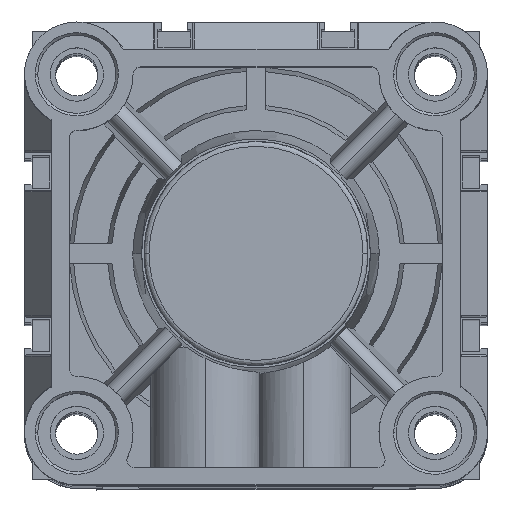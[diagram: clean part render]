
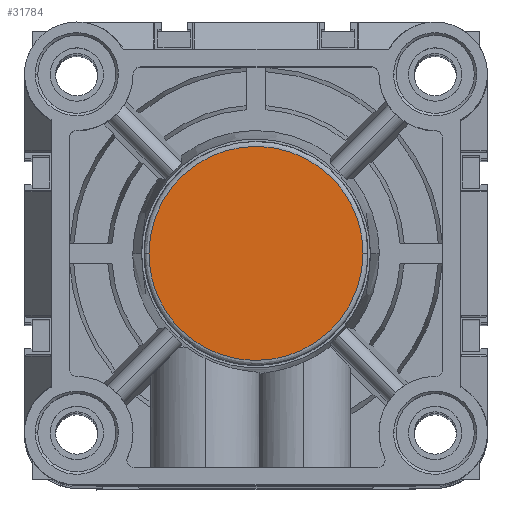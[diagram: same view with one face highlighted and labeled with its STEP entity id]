
A CAD part, top view. The second image highlights one B-rep face of the part: STEP entity #31784.
In plain terms, the highlighted planar face has unit normal (0, 0, 1).
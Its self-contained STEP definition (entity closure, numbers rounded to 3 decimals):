
#2996 = FACE_OUTER_BOUND ( 'NONE', #9698, .T. ) ;
#4318 = CARTESIAN_POINT ( 'NONE',  ( 62.5, -2., 40. ) ) ;
#7011 = CARTESIAN_POINT ( 'NONE',  ( 19.5, 41., 40. ) ) ;
#8022 = CARTESIAN_POINT ( 'NONE',  ( 62.5, 41., 40. ) ) ;
#9698 = EDGE_LOOP ( 'NONE', ( #16036, #37970 ) ) ;
#15148 = PLANE ( 'NONE',  #44197 ) ;
#15676 = EDGE_CURVE ( 'NONE', #42725, #45686, #29642, .T. ) ;
#16036 = ORIENTED_EDGE ( 'NONE', *, *, #18093, .F. ) ;
#18093 = EDGE_CURVE ( 'NONE', #45686, #42725, #39659, .T. ) ;
#18864 = DIRECTION ( 'NONE',  ( 0., 0., 1. ) ) ;
#21868 = CARTESIAN_POINT ( 'NONE',  ( 62.5, 41., 40. ) ) ;
#25949 = CARTESIAN_POINT ( 'NONE',  ( 19.242, 19.242, 40. ) ) ;
#29642 =( BOUNDED_CURVE ( )  B_SPLINE_CURVE ( 3, ( #8022, #4318, #41068, #33864 ),
 .UNSPECIFIED., .F., .F. ) 
 B_SPLINE_CURVE_WITH_KNOTS ( ( 4, 4 ),
 ( 0., 1. ),
 .UNSPECIFIED. ) 
 CURVE ( )  GEOMETRIC_REPRESENTATION_ITEM ( )  RATIONAL_B_SPLINE_CURVE ( ( 0.957, 0.319, 0.319, 0.957 ) ) 
 REPRESENTATION_ITEM ( '' )  );
#30916 = CARTESIAN_POINT ( 'NONE',  ( 62.5, 41., 40. ) ) ;
#31784 = ADVANCED_FACE ( 'NONE', ( #2996 ), #15148, .T. ) ;
#33864 = CARTESIAN_POINT ( 'NONE',  ( 19.5, 41., 40. ) ) ;
#37970 = ORIENTED_EDGE ( 'NONE', *, *, #15676, .F. ) ;
#39659 =( BOUNDED_CURVE ( )  B_SPLINE_CURVE ( 3, ( #7011, #40218, #43946, #21868 ),
 .UNSPECIFIED., .F., .T. ) 
 B_SPLINE_CURVE_WITH_KNOTS ( ( 4, 4 ),
 ( 0., 1. ),
 .UNSPECIFIED. ) 
 CURVE ( )  GEOMETRIC_REPRESENTATION_ITEM ( )  RATIONAL_B_SPLINE_CURVE ( ( 0.957, 0.319, 0.319, 0.957 ) ) 
 REPRESENTATION_ITEM ( '' )  );
#40218 = CARTESIAN_POINT ( 'NONE',  ( 19.5, 84., 40. ) ) ;
#41068 = CARTESIAN_POINT ( 'NONE',  ( 19.5, -2., 40. ) ) ;
#42568 = CARTESIAN_POINT ( 'NONE',  ( 19.5, 41., 40. ) ) ;
#42725 = VERTEX_POINT ( 'NONE', #30916 ) ;
#43946 = CARTESIAN_POINT ( 'NONE',  ( 62.5, 84., 40. ) ) ;
#44197 = AXIS2_PLACEMENT_3D ( 'NONE', #25949, #18864, #44625 ) ;
#44625 = DIRECTION ( 'NONE',  ( 1., 0., 0. ) ) ;
#45686 = VERTEX_POINT ( 'NONE', #42568 ) ;
